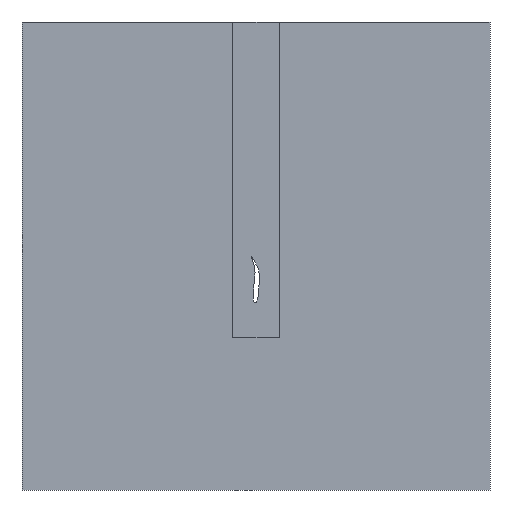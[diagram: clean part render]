
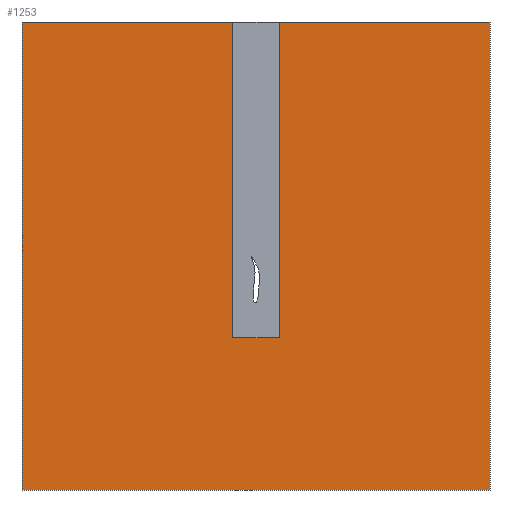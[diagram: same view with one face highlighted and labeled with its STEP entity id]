
A CAD part, left-side view. The second image highlights one B-rep face of the part: STEP entity #1253.
In plain terms, the highlighted free-form (B-spline) face has degree [1, 1] with [2, 2] control points.
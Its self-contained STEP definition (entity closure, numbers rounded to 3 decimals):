
#1214 = VERTEX_POINT('',#1215);
#1215 = CARTESIAN_POINT('',(0.,710.641,8527.696));
#1216 = VERTEX_POINT('',#1217);
#1217 = CARTESIAN_POINT('',(0.,-710.641,8527.696));
#1224 = EDGE_CURVE('',#1216,#1225,#1227,.T.);
#1225 = VERTEX_POINT('',#1226);
#1226 = CARTESIAN_POINT('',(0.,-710.641,-1065.962));
#1227 = B_SPLINE_CURVE_WITH_KNOTS('',3,(#1228,#1229,#1230,#1231),
  .UNSPECIFIED.,.F.,.F.,(4,4),(0.,1.),.PIECEWISE_BEZIER_KNOTS.);
#1228 = CARTESIAN_POINT('',(0.,-710.641,8527.696));
#1229 = CARTESIAN_POINT('',(0.,-710.641,5329.81));
#1230 = CARTESIAN_POINT('',(0.,-710.641,2131.924));
#1231 = CARTESIAN_POINT('',(0.,-710.641,-1065.962));
#1233 = EDGE_CURVE('',#1225,#1234,#1236,.T.);
#1234 = VERTEX_POINT('',#1235);
#1235 = CARTESIAN_POINT('',(0.,710.641,-1065.962));
#1236 = B_SPLINE_CURVE_WITH_KNOTS('',3,(#1237,#1238,#1239,#1240),
  .UNSPECIFIED.,.F.,.F.,(4,4),(0.,1.),.PIECEWISE_BEZIER_KNOTS.);
#1237 = CARTESIAN_POINT('',(0.,-710.641,-1065.962));
#1238 = CARTESIAN_POINT('',(0.,-236.88,-1065.962));
#1239 = CARTESIAN_POINT('',(0.,236.88,-1065.962));
#1240 = CARTESIAN_POINT('',(0.,710.641,-1065.962));
#1242 = EDGE_CURVE('',#1234,#1214,#1243,.T.);
#1243 = B_SPLINE_CURVE_WITH_KNOTS('',3,(#1244,#1245,#1246,#1247),
  .UNSPECIFIED.,.F.,.F.,(4,4),(0.,1.),.PIECEWISE_BEZIER_KNOTS.);
#1244 = CARTESIAN_POINT('',(0.,710.641,-1065.962));
#1245 = CARTESIAN_POINT('',(0.,710.641,2131.924));
#1246 = CARTESIAN_POINT('',(0.,710.641,5329.81));
#1247 = CARTESIAN_POINT('',(0.,710.641,8527.696));
#1253 = ADVANCED_FACE('',(#1254),#1302,.T.);
#1254 = FACE_BOUND('',#1255,.T.);
#1255 = EDGE_LOOP('',(#1256,#1267,#1274,#1275,#1276,#1277,#1286,#1295));
#1256 = ORIENTED_EDGE('',*,*,#1257,.T.);
#1257 = EDGE_CURVE('',#1258,#1260,#1262,.T.);
#1258 = VERTEX_POINT('',#1259);
#1259 = CARTESIAN_POINT('',(0.,7106.413,-5685.13));
#1260 = VERTEX_POINT('',#1261);
#1261 = CARTESIAN_POINT('',(0.,7106.413,8527.696));
#1262 = B_SPLINE_CURVE_WITH_KNOTS('',3,(#1263,#1264,#1265,#1266),
  .UNSPECIFIED.,.F.,.F.,(4,4),(0.,1.),.PIECEWISE_BEZIER_KNOTS.);
#1263 = CARTESIAN_POINT('',(0.,7106.413,-5685.13));
#1264 = CARTESIAN_POINT('',(0.,7106.413,-947.522));
#1265 = CARTESIAN_POINT('',(0.,7106.413,3790.087));
#1266 = CARTESIAN_POINT('',(0.,7106.413,8527.696));
#1267 = ORIENTED_EDGE('',*,*,#1268,.T.);
#1268 = EDGE_CURVE('',#1260,#1214,#1269,.T.);
#1269 = B_SPLINE_CURVE_WITH_KNOTS('',3,(#1270,#1271,#1272,#1273),
  .UNSPECIFIED.,.F.,.F.,(4,4),(0.,1.),.PIECEWISE_BEZIER_KNOTS.);
#1270 = CARTESIAN_POINT('',(0.,7106.413,8527.696));
#1271 = CARTESIAN_POINT('',(0.,4974.489,8527.696));
#1272 = CARTESIAN_POINT('',(0.,2842.565,8527.696));
#1273 = CARTESIAN_POINT('',(0.,710.641,8527.696));
#1274 = ORIENTED_EDGE('',*,*,#1242,.F.);
#1275 = ORIENTED_EDGE('',*,*,#1233,.F.);
#1276 = ORIENTED_EDGE('',*,*,#1224,.F.);
#1277 = ORIENTED_EDGE('',*,*,#1278,.T.);
#1278 = EDGE_CURVE('',#1216,#1279,#1281,.T.);
#1279 = VERTEX_POINT('',#1280);
#1280 = CARTESIAN_POINT('',(0.,-7106.413,8527.696));
#1281 = B_SPLINE_CURVE_WITH_KNOTS('',3,(#1282,#1283,#1284,#1285),
  .UNSPECIFIED.,.F.,.F.,(4,4),(0.,1.),.PIECEWISE_BEZIER_KNOTS.);
#1282 = CARTESIAN_POINT('',(0.,-710.641,8527.696));
#1283 = CARTESIAN_POINT('',(0.,-2842.565,8527.696));
#1284 = CARTESIAN_POINT('',(0.,-4974.489,8527.696));
#1285 = CARTESIAN_POINT('',(0.,-7106.413,8527.696));
#1286 = ORIENTED_EDGE('',*,*,#1287,.T.);
#1287 = EDGE_CURVE('',#1279,#1288,#1290,.T.);
#1288 = VERTEX_POINT('',#1289);
#1289 = CARTESIAN_POINT('',(0.,-7106.413,-5685.13));
#1290 = B_SPLINE_CURVE_WITH_KNOTS('',3,(#1291,#1292,#1293,#1294),
  .UNSPECIFIED.,.F.,.F.,(4,4),(0.,1.),.PIECEWISE_BEZIER_KNOTS.);
#1291 = CARTESIAN_POINT('',(0.,-7106.413,8527.696));
#1292 = CARTESIAN_POINT('',(0.,-7106.413,3790.087));
#1293 = CARTESIAN_POINT('',(0.,-7106.413,-947.522));
#1294 = CARTESIAN_POINT('',(0.,-7106.413,-5685.13));
#1295 = ORIENTED_EDGE('',*,*,#1296,.T.);
#1296 = EDGE_CURVE('',#1288,#1258,#1297,.T.);
#1297 = B_SPLINE_CURVE_WITH_KNOTS('',3,(#1298,#1299,#1300,#1301),
  .UNSPECIFIED.,.F.,.F.,(4,4),(0.,1.),.PIECEWISE_BEZIER_KNOTS.);
#1298 = CARTESIAN_POINT('',(0.,-7106.413,-5685.13));
#1299 = CARTESIAN_POINT('',(0.,-2368.804,-5685.13)
  );
#1300 = CARTESIAN_POINT('',(0.,2368.804,-5685.13));
#1301 = CARTESIAN_POINT('',(0.,7106.413,-5685.13));
#1302 = B_SPLINE_SURFACE_WITH_KNOTS('',1,1,(
    (#1303,#1304)
    ,(#1305,#1306
    )),.UNSPECIFIED.,.F.,.F.,.F.,(2,2),(2,2),(-5000.,5000.),(-4000.,
    6000.),.PIECEWISE_BEZIER_KNOTS.);
#1303 = CARTESIAN_POINT('',(0.,-7106.413,-5685.13));
#1304 = CARTESIAN_POINT('',(0.,-7106.413,8527.696));
#1305 = CARTESIAN_POINT('',(0.,7106.413,-5685.13));
#1306 = CARTESIAN_POINT('',(0.,7106.413,8527.696));
